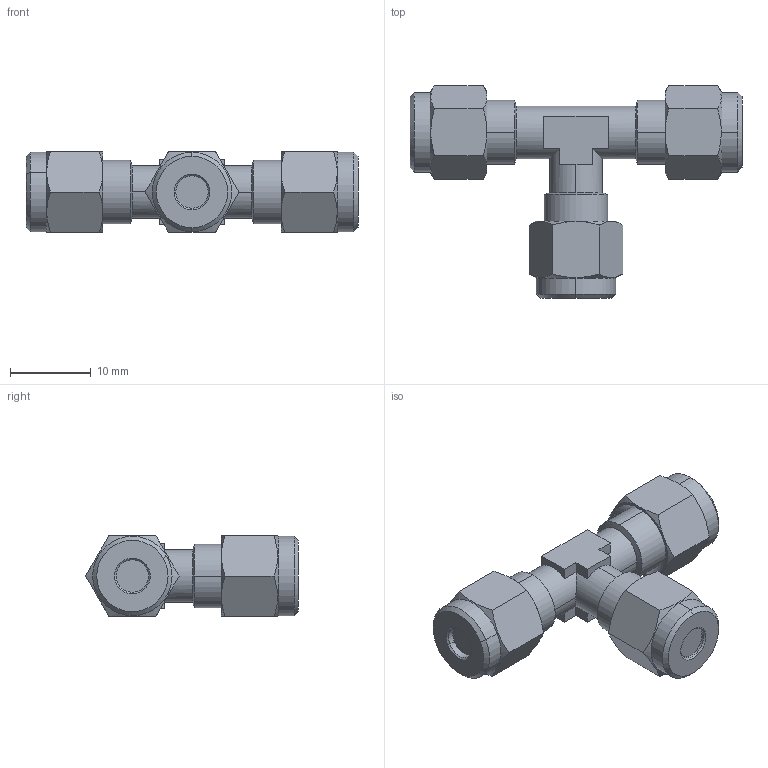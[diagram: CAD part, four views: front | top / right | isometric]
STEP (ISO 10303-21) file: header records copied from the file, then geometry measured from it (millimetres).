
FILE_DESCRIPTION (( 'STEP AP214' ), '1' );
FILE_NAME ('1020000001.step', '2013-02-25T17:11:08', ( '' ), ( '' ), 'SwSTEP 2.0', 'SolidWorks 2012', '' );
FILE_SCHEMA (( 'AUTOMOTIVE_DESIGN' ));
Length unit declared in the file: millimetre
Products named in the file (1): 1020000001
Bounding box: 41 x 26.27 x 10 mm (x, y, z)
Volume: 3557.9 mm3; surface area: 2118.2 mm2
Topology: 1 solids, 2 shells, 118 faces, 276 edges, 168 vertices
Faces by surface type: cone 50, plane 45, cylinder 23
Entity records: 3639 total; most frequent: CARTESIAN_POINT 973, ORIENTED_EDGE 552, DIRECTION 545, EDGE_CURVE 276, AXIS2_PLACEMENT_3D 216, VERTEX_POINT 168, EDGE_LOOP 124, ADVANCED_FACE 118
